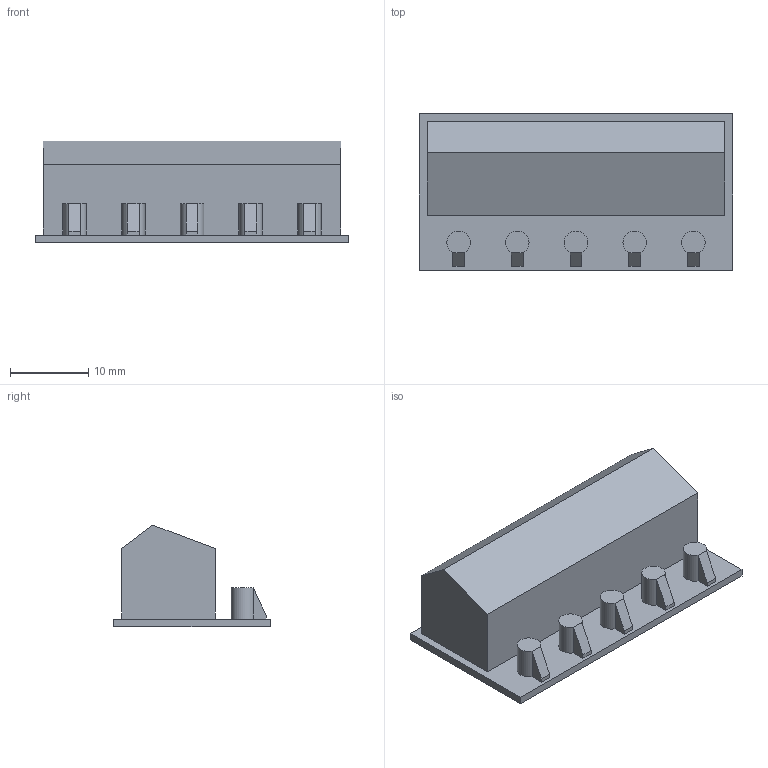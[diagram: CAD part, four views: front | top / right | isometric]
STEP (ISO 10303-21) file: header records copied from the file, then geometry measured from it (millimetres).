
FILE_DESCRIPTION(/* description */ (''),/* implementation_level */ '2;1');
FILE_NAME(/* name */ '7 v1.step',/* time_stamp */ '2020-04-14T02:35:13+07:00',/* author */ (''),/* organization */ (''),/* preprocessor_version */ 'ST-DEVELOPER v18',/* originating_system */ 'Autodesk Translation Framework v8.12.0.6',/* authorisation */ '');
FILE_SCHEMA (('AUTOMOTIVE_DESIGN { 1 0 10303 214 3 1 1 }'));
Length unit declared in the file: millimetre
Products named in the file (1): 7
Bounding box: 40 x 20 x 13 mm (x, y, z)
Volume: 1941.7 mm3; surface area: 3884.3 mm2
Topology: 1 solids, 1 shells, 51 faces, 116 edges, 74 vertices
Faces by surface type: plane 46, cylinder 5
Entity records: 1433 total; most frequent: CARTESIAN_POINT 242, ORIENTED_EDGE 232, DIRECTION 230, EDGE_CURVE 116, LINE 106, VECTOR 106, VERTEX_POINT 74, AXIS2_PLACEMENT_3D 62
